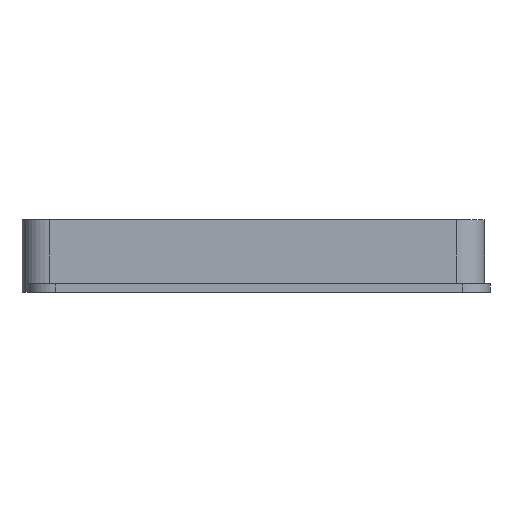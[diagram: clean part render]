
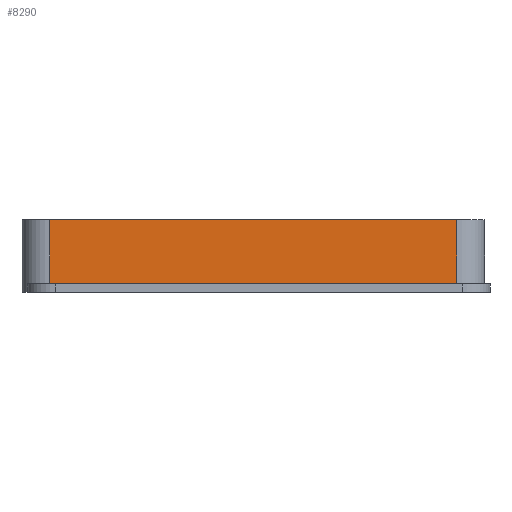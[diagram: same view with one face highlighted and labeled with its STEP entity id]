
A CAD part, left-side view. The second image highlights one B-rep face of the part: STEP entity #8290.
In plain terms, the highlighted planar face has unit normal (-1, 0, 0).
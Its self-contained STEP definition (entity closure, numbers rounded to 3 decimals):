
#947=PLANE('',#8796);
#1094=FACE_OUTER_BOUND('',#1566,.T.);
#1566=EDGE_LOOP('',(#5678,#5679,#5680,#5681));
#2091=LINE('',#10244,#2748);
#2096=LINE('',#10268,#2753);
#2097=LINE('',#10272,#2754);
#2098=LINE('',#10273,#2755);
#2748=VECTOR('',#9064,10.);
#2753=VECTOR('',#9089,10.);
#2754=VECTOR('',#9094,10.);
#2755=VECTOR('',#9095,10.);
#3478=VERTEX_POINT('',#10241);
#3479=VERTEX_POINT('',#10243);
#3488=VERTEX_POINT('',#10267);
#3489=VERTEX_POINT('',#10271);
#4350=EDGE_CURVE('',#3478,#3479,#2091,.T.);
#4362=EDGE_CURVE('',#3479,#3488,#2096,.T.);
#4364=EDGE_CURVE('',#3489,#3478,#2097,.T.);
#4365=EDGE_CURVE('',#3489,#3488,#2098,.T.);
#5678=ORIENTED_EDGE('',*,*,#4362,.F.);
#5679=ORIENTED_EDGE('',*,*,#4350,.F.);
#5680=ORIENTED_EDGE('',*,*,#4364,.F.);
#5681=ORIENTED_EDGE('',*,*,#4365,.T.);
#8290=ADVANCED_FACE('',(#1094),#947,.T.);
#8796=AXIS2_PLACEMENT_3D('',#10270,#9092,#9093);
#9064=DIRECTION('',(0.,-1.,0.));
#9089=DIRECTION('',(0.,0.,-1.));
#9092=DIRECTION('center_axis',(-1.,0.,0.));
#9093=DIRECTION('ref_axis',(0.,-1.,0.));
#9094=DIRECTION('',(0.,0.,1.));
#9095=DIRECTION('',(0.,-1.,0.));
#10241=CARTESIAN_POINT('',(21.757,90.383,13.));
#10243=CARTESIAN_POINT('',(21.757,17.383,13.));
#10244=CARTESIAN_POINT('',(21.757,95.383,13.));
#10267=CARTESIAN_POINT('',(21.757,17.383,0.));
#10268=CARTESIAN_POINT('',(21.757,17.383,0.));
#10270=CARTESIAN_POINT('Origin',(21.757,95.383,0.));
#10271=CARTESIAN_POINT('',(21.757,90.383,0.));
#10272=CARTESIAN_POINT('',(21.757,90.383,0.));
#10273=CARTESIAN_POINT('',(21.757,95.383,0.));
